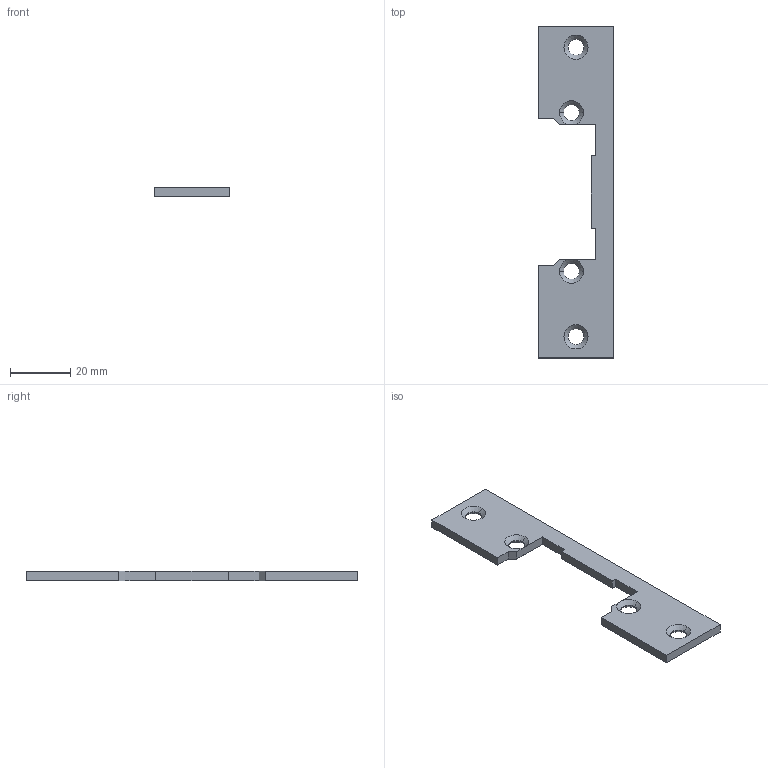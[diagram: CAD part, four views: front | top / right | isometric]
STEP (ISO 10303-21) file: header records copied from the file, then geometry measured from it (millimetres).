
FILE_DESCRIPTION (( 'STEP AP214' ), '1' );
FILE_NAME ('SEF301.step', '2021-07-29T15:13:17', ( '' ), ( '' ), 'SwSTEP 2.0', 'SolidWorks 2020', '' );
FILE_SCHEMA (( 'AUTOMOTIVE_DESIGN' ));
Length unit declared in the file: millimetre
Products named in the file (1): SEF301
Bounding box: 25 x 110 x 3 mm (x, y, z)
Volume: 5342.8 mm3; surface area: 4695.9 mm2
Topology: 1 solids, 1 shells, 42 faces, 112 edges, 68 vertices
Faces by surface type: plane 18, cone 16, cylinder 8
Entity records: 1342 total; most frequent: DIRECTION 234, ORIENTED_EDGE 224, CARTESIAN_POINT 223, EDGE_CURVE 112, AXIS2_PLACEMENT_3D 79, LINE 76, VECTOR 76, VERTEX_POINT 68
